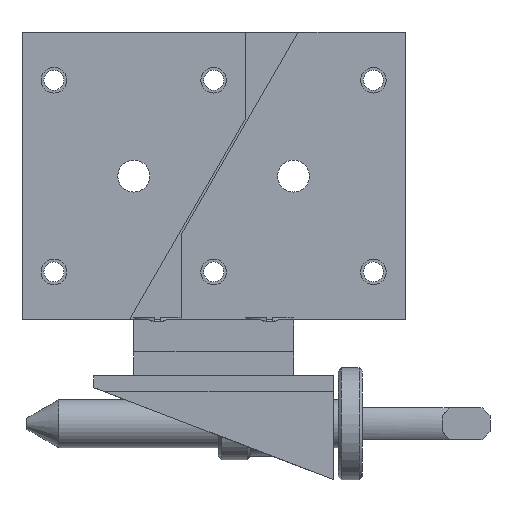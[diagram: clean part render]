
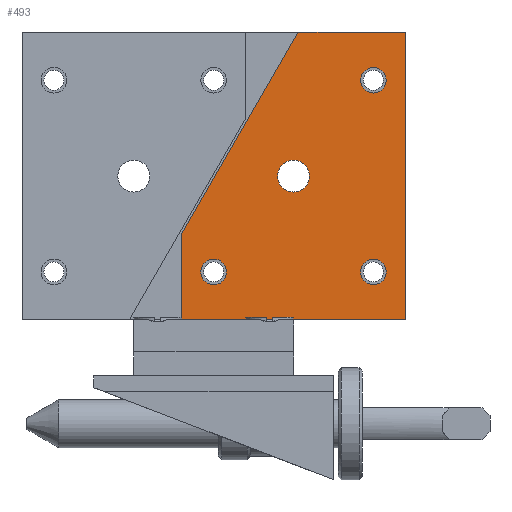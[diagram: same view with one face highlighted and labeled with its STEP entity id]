
A CAD part, front view. The second image highlights one B-rep face of the part: STEP entity #493.
In plain terms, the highlighted face is planar.
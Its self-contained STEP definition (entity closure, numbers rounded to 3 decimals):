
#294=FACE_BOUND('',#762,.T.);
#295=FACE_BOUND('',#763,.T.);
#296=FACE_BOUND('',#764,.T.);
#297=FACE_BOUND('',#765,.T.);
#298=FACE_BOUND('',#766,.T.);
#398=PLANE('',#2367);
#493=ADVANCED_FACE('',(#294,#295,#296,#297,#298),#398,.F.);
#762=EDGE_LOOP('',(#1415,#1416,#1417,#1418,#1419));
#763=EDGE_LOOP('',(#1420));
#764=EDGE_LOOP('',(#1421));
#765=EDGE_LOOP('',(#1422));
#766=EDGE_LOOP('',(#1423));
#922=LINE('',#3391,#1072);
#925=LINE('',#3402,#1075);
#928=LINE('',#3408,#1078);
#931=LINE('',#3424,#1081);
#939=LINE('',#3453,#1089);
#1072=VECTOR('',#2714,1.);
#1075=VECTOR('',#2725,1.);
#1078=VECTOR('',#2730,1.);
#1081=VECTOR('',#2747,1.);
#1089=VECTOR('',#2773,1.);
#1415=ORIENTED_EDGE('',*,*,#1989,.F.);
#1416=ORIENTED_EDGE('',*,*,#2018,.T.);
#1417=ORIENTED_EDGE('',*,*,#2004,.F.);
#1418=ORIENTED_EDGE('',*,*,#1997,.F.);
#1419=ORIENTED_EDGE('',*,*,#1994,.F.);
#1420=ORIENTED_EDGE('',*,*,#2003,.T.);
#1421=ORIENTED_EDGE('',*,*,#1992,.T.);
#1422=ORIENTED_EDGE('',*,*,#2001,.T.);
#1423=ORIENTED_EDGE('',*,*,#2008,.T.);
#1768=VERTEX_POINT('',#3389);
#1770=VERTEX_POINT('',#3392);
#1772=VERTEX_POINT('',#3398);
#1774=VERTEX_POINT('',#3403);
#1776=VERTEX_POINT('',#3409);
#1779=VERTEX_POINT('',#3417);
#1781=VERTEX_POINT('',#3422);
#1782=VERTEX_POINT('',#3425);
#1785=VERTEX_POINT('',#3433);
#1989=EDGE_CURVE('',#1768,#1770,#922,.T.);
#1992=EDGE_CURVE('',#1772,#1772,#2188,.T.);
#1994=EDGE_CURVE('',#1770,#1774,#925,.T.);
#1997=EDGE_CURVE('',#1774,#1776,#928,.T.);
#2001=EDGE_CURVE('',#1779,#1779,#2191,.T.);
#2003=EDGE_CURVE('',#1781,#1781,#2193,.T.);
#2004=EDGE_CURVE('',#1776,#1782,#931,.T.);
#2008=EDGE_CURVE('',#1785,#1785,#2195,.T.);
#2018=EDGE_CURVE('',#1768,#1782,#939,.T.);
#2188=CIRCLE('',#2347,1.);
#2191=CIRCLE('',#2353,0.8);
#2193=CIRCLE('',#2356,0.8);
#2195=CIRCLE('',#2360,0.8);
#2347=AXIS2_PLACEMENT_3D('',#3397,#2719,#2720);
#2353=AXIS2_PLACEMENT_3D('',#3416,#2737,#2738);
#2356=AXIS2_PLACEMENT_3D('',#3421,#2743,#2744);
#2360=AXIS2_PLACEMENT_3D('',#3432,#2754,#2755);
#2367=AXIS2_PLACEMENT_3D('',#3454,#2774,#2775);
#2714=DIRECTION('',(0.,0.,-1.));
#2719=DIRECTION('',(1.,0.,0.));
#2720=DIRECTION('',(0.,1.,0.));
#2725=DIRECTION('',(0.,1.,0.));
#2730=DIRECTION('',(0.,0.,1.));
#2737=DIRECTION('',(1.,0.,0.));
#2738=DIRECTION('',(0.,1.,0.));
#2743=DIRECTION('',(1.,0.,0.));
#2744=DIRECTION('',(0.,1.,0.));
#2747=DIRECTION('',(0.,-1.,0.));
#2754=DIRECTION('',(1.,0.,0.));
#2755=DIRECTION('',(0.,1.,0.));
#2773=DIRECTION('',(0.,0.866,0.5));
#2774=DIRECTION('',(1.,0.,0.));
#2775=DIRECTION('',(0.,0.,1.));
#3389=CARTESIAN_POINT('',(0.,-9.,-0.275));
#3391=CARTESIAN_POINT('',(0.,-9.,7.));
#3392=CARTESIAN_POINT('',(0.,-9.,-7.));
#3397=CARTESIAN_POINT('',(0.,0.,0.));
#3398=CARTESIAN_POINT('',(0.,1.,0.));
#3402=CARTESIAN_POINT('',(0.,-9.,-7.));
#3403=CARTESIAN_POINT('',(0.,9.,-7.));
#3408=CARTESIAN_POINT('',(0.,9.,-7.));
#3409=CARTESIAN_POINT('',(0.,9.,7.));
#3416=CARTESIAN_POINT('',(0.,6.,-5.));
#3417=CARTESIAN_POINT('',(0.,6.8,-5.));
#3421=CARTESIAN_POINT('',(0.,-6.,-5.));
#3422=CARTESIAN_POINT('',(0.,-5.2,-5.));
#3424=CARTESIAN_POINT('',(0.,9.,7.));
#3425=CARTESIAN_POINT('',(0.,3.6,7.));
#3432=CARTESIAN_POINT('',(0.,6.,5.));
#3433=CARTESIAN_POINT('',(0.,6.8,5.));
#3453=CARTESIAN_POINT('',(0.,-9.,-0.275));
#3454=CARTESIAN_POINT('',(0.,-6.,-5.));
